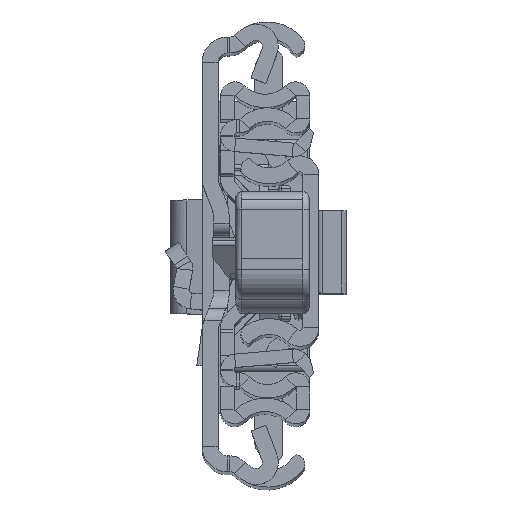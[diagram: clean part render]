
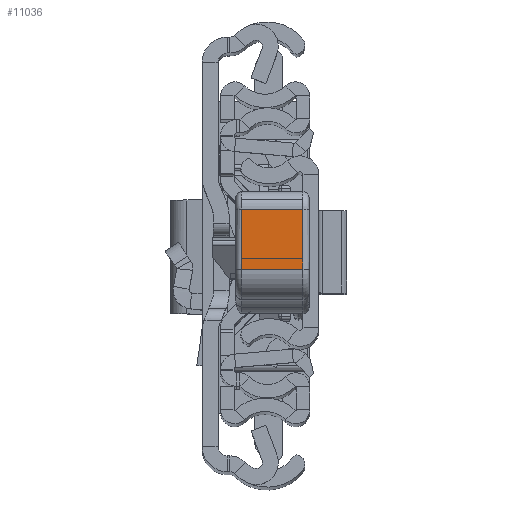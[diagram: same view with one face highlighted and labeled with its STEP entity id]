
A CAD part, top view. The second image highlights one B-rep face of the part: STEP entity #11036.
In plain terms, the highlighted face is planar.
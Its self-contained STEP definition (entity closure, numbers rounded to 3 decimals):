
#1514 = DIRECTION ( 'NONE',  ( -1., 0.027, 0. ) ) ;
#3055 = CARTESIAN_POINT ( 'NONE',  ( 39.818, -2.465, 0. ) ) ;
#4824 = EDGE_CURVE ( 'NONE', #34463, #7831, #14377, .T. ) ;
#5270 = EDGE_CURVE ( 'NONE', #35438, #34463, #20094, .T. ) ;
#6025 = FACE_OUTER_BOUND ( 'NONE', #31508, .T. ) ;
#6250 = LINE ( 'NONE', #12227, #20340 ) ;
#6811 = CARTESIAN_POINT ( 'NONE',  ( 39.55, -12.274, 0. ) ) ;
#6868 = VECTOR ( 'NONE', #22939, 1000. ) ;
#7165 = VECTOR ( 'NONE', #21803, 1000. ) ;
#7831 = VERTEX_POINT ( 'NONE', #3055 ) ;
#8210 = CARTESIAN_POINT ( 'NONE',  ( 39.55, -12.274, -11. ) ) ;
#9483 = EDGE_CURVE ( 'NONE', #7831, #27346, #19204, .T. ) ;
#10466 = CARTESIAN_POINT ( 'NONE',  ( 39.818, -2.465, -11. ) ) ;
#11036 = ADVANCED_FACE ( 'NONE', ( #6025 ), #12004, .F. ) ;
#11067 = CARTESIAN_POINT ( 'NONE',  ( 39.55, -12.274, 0. ) ) ;
#12004 = PLANE ( 'NONE',  #22207 ) ;
#12227 = CARTESIAN_POINT ( 'NONE',  ( 39.55, -12.274, -10. ) ) ;
#14377 = LINE ( 'NONE', #11067, #6868 ) ;
#18288 = DIRECTION ( 'NONE',  ( -0.027, -1., 0. ) ) ;
#18342 = CARTESIAN_POINT ( 'NONE',  ( 39.818, -2.465, -10. ) ) ;
#19204 = LINE ( 'NONE', #10466, #7165 ) ;
#19553 = DIRECTION ( 'NONE',  ( 0., 0., 1. ) ) ;
#20094 = LINE ( 'NONE', #8210, #31897 ) ;
#20340 = VECTOR ( 'NONE', #35138, 1000. ) ;
#21803 = DIRECTION ( 'NONE',  ( 0., 0., -1. ) ) ;
#22207 = AXIS2_PLACEMENT_3D ( 'NONE', #32845, #1514, #18288 ) ;
#22939 = DIRECTION ( 'NONE',  ( 0.027, 1., 0. ) ) ;
#24063 = EDGE_CURVE ( 'NONE', #27346, #35438, #6250, .T. ) ;
#24900 = CARTESIAN_POINT ( 'NONE',  ( 39.55, -12.274, -10. ) ) ;
#27346 = VERTEX_POINT ( 'NONE', #18342 ) ;
#27548 = ORIENTED_EDGE ( 'NONE', *, *, #24063, .F. ) ;
#31168 = ORIENTED_EDGE ( 'NONE', *, *, #4824, .F. ) ;
#31508 = EDGE_LOOP ( 'NONE', ( #34186, #27548, #34733, #31168 ) ) ;
#31897 = VECTOR ( 'NONE', #19553, 1000. ) ;
#32845 = CARTESIAN_POINT ( 'NONE',  ( 39.55, -12.274, -11. ) ) ;
#34186 = ORIENTED_EDGE ( 'NONE', *, *, #5270, .F. ) ;
#34463 = VERTEX_POINT ( 'NONE', #6811 ) ;
#34733 = ORIENTED_EDGE ( 'NONE', *, *, #9483, .F. ) ;
#35138 = DIRECTION ( 'NONE',  ( -0.027, -1., 0. ) ) ;
#35438 = VERTEX_POINT ( 'NONE', #24900 ) ;
